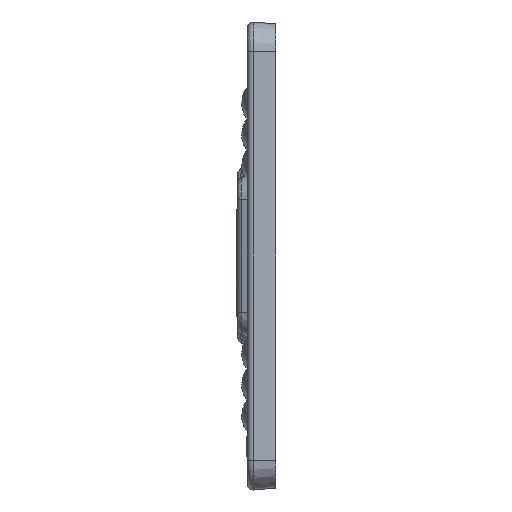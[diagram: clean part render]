
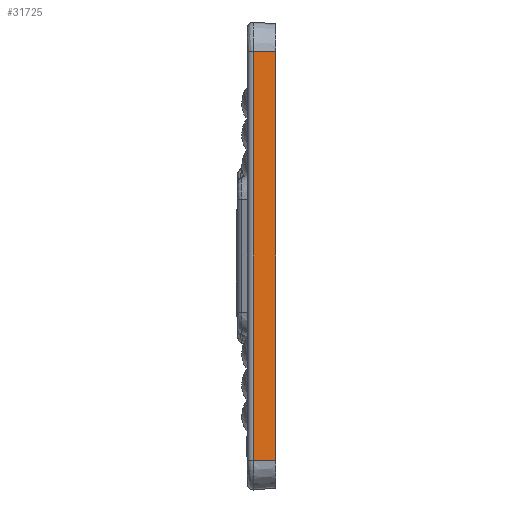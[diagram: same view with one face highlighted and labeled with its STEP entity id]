
A CAD part, left-side view. The second image highlights one B-rep face of the part: STEP entity #31725.
In plain terms, the highlighted planar face has unit normal (-0.996, -0.087, 0).
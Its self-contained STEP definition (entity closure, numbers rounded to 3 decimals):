
#2980 = LINE ( 'NONE', #27583, #75767 ) ;
#3072 = CARTESIAN_POINT ( 'NONE',  ( -127.972, 0., -34.3 ) ) ;
#6484 = VERTEX_POINT ( 'NONE', #11559 ) ;
#8739 = CARTESIAN_POINT ( 'NONE',  ( -128.3, 3.75, -34.3 ) ) ;
#9607 = VERTEX_POINT ( 'NONE', #55883 ) ;
#11559 = CARTESIAN_POINT ( 'NONE',  ( -128.3, 3.75, 34.3 ) ) ;
#13950 = ORIENTED_EDGE ( 'NONE', *, *, #77384, .T. ) ;
#17838 = DIRECTION ( 'NONE',  ( 0.087, -0.996, 0. ) ) ;
#19992 = EDGE_CURVE ( 'NONE', #6484, #63810, #48459, .T. ) ;
#22010 = LINE ( 'NONE', #46574, #77321 ) ;
#22634 = LINE ( 'NONE', #47199, #28721 ) ;
#27583 = CARTESIAN_POINT ( 'NONE',  ( -128.3, 3.75, -34.3 ) ) ;
#27853 = ORIENTED_EDGE ( 'NONE', *, *, #19992, .F. ) ;
#28721 = VECTOR ( 'NONE', #71964, 1000. ) ;
#30527 = AXIS2_PLACEMENT_3D ( 'NONE', #8739, #33313, #57943 ) ;
#31725 = ADVANCED_FACE ( 'NONE', ( #39351 ), #64046, .T. ) ;
#32183 = EDGE_CURVE ( 'NONE', #6484, #9607, #2980, .T. ) ;
#33313 = DIRECTION ( 'NONE',  ( -0.996, -0.087, 0. ) ) ;
#39351 = FACE_OUTER_BOUND ( 'NONE', #62523, .T. ) ;
#46444 = CARTESIAN_POINT ( 'NONE',  ( -127.972, 0., 34.3 ) ) ;
#46574 = CARTESIAN_POINT ( 'NONE',  ( -127.972, 0., -34.3 ) ) ;
#47199 = CARTESIAN_POINT ( 'NONE',  ( -43784.815, 499000., -34.3 ) ) ;
#47396 = ORIENTED_EDGE ( 'NONE', *, *, #55312, .F. ) ;
#48459 = LINE ( 'NONE', #73227, #72293 ) ;
#51044 = VERTEX_POINT ( 'NONE', #3072 ) ;
#52173 = DIRECTION ( 'NONE',  ( 0., 0., -1. ) ) ;
#55312 = EDGE_CURVE ( 'NONE', #51044, #9607, #22634, .T. ) ;
#55883 = CARTESIAN_POINT ( 'NONE',  ( -128.3, 3.75, -34.3 ) ) ;
#56362 = ORIENTED_EDGE ( 'NONE', *, *, #32183, .T. ) ;
#57943 = DIRECTION ( 'NONE',  ( 0.087, -0.996, 0. ) ) ;
#62523 = EDGE_LOOP ( 'NONE', ( #27853, #56362, #47396, #13950 ) ) ;
#63810 = VERTEX_POINT ( 'NONE', #46444 ) ;
#64046 = PLANE ( 'NONE',  #30527 ) ;
#71337 = DIRECTION ( 'NONE',  ( 0., 0., 1. ) ) ;
#71964 = DIRECTION ( 'NONE',  ( -0.087, 0.996, 0. ) ) ;
#72293 = VECTOR ( 'NONE', #17838, 1000. ) ;
#73227 = CARTESIAN_POINT ( 'NONE',  ( -43784.815, 499000., 34.3 ) ) ;
#75767 = VECTOR ( 'NONE', #52173, 1000. ) ;
#77321 = VECTOR ( 'NONE', #71337, 1000. ) ;
#77384 = EDGE_CURVE ( 'NONE', #51044, #63810, #22010, .T. ) ;
